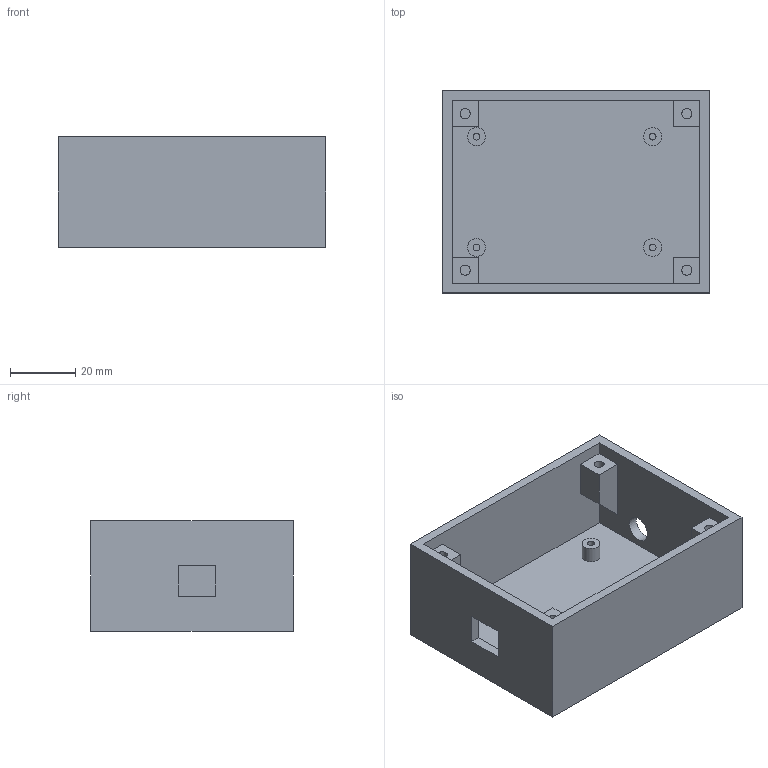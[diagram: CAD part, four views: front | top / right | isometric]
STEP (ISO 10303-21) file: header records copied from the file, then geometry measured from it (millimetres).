
FILE_DESCRIPTION(/* description */ ('STEP AP242','CAx-IF Rec.Pracs.---Representation and Presentation of Product Manufacturing Information (PMI)---4.0---2014-10-13','CAx-IF Rec.Pracs.---3D Tessellated Geometry---0.4---2014-09-14','2;1'),/* implementation_level */ '2;1');
FILE_NAME(/* name */ '63c4bb7a34c0982d25632273',/* time_stamp */ '2023-01-16T02:50:34+00:00',/* author */ (''),/* organization */ (''),/* preprocessor_version */ 'ST-DEVELOPER v18.102',/* originating_system */ ' ',/* authorisation */ ' ');
FILE_SCHEMA (('AP242_MANAGED_MODEL_BASED_3D_ENGINEERING_MIM_LF { 1 0 10303 442 1 1 4 }'));
Length unit declared in the file: metre
Products named in the file (1): box
Bounding box: 82 x 62 x 34 mm (x, y, z)
Volume: 48638.9 mm3; surface area: 29022.9 mm2
Topology: 1 solids, 1 shells, 87 faces, 211 edges, 141 vertices
Faces by surface type: plane 59, bspline 15, cylinder 13
Full cylindrical faces by diameter (mm): 2.1 x4, 3.1 x4, 5.5 x4, 7.8 x1
Entity records: 2535 total; most frequent: CARTESIAN_POINT 590, ORIENTED_EDGE 394, DIRECTION 339, EDGE_CURVE 197, LINE 141, VECTOR 141, VERTEX_POINT 140, EDGE_LOOP 119
